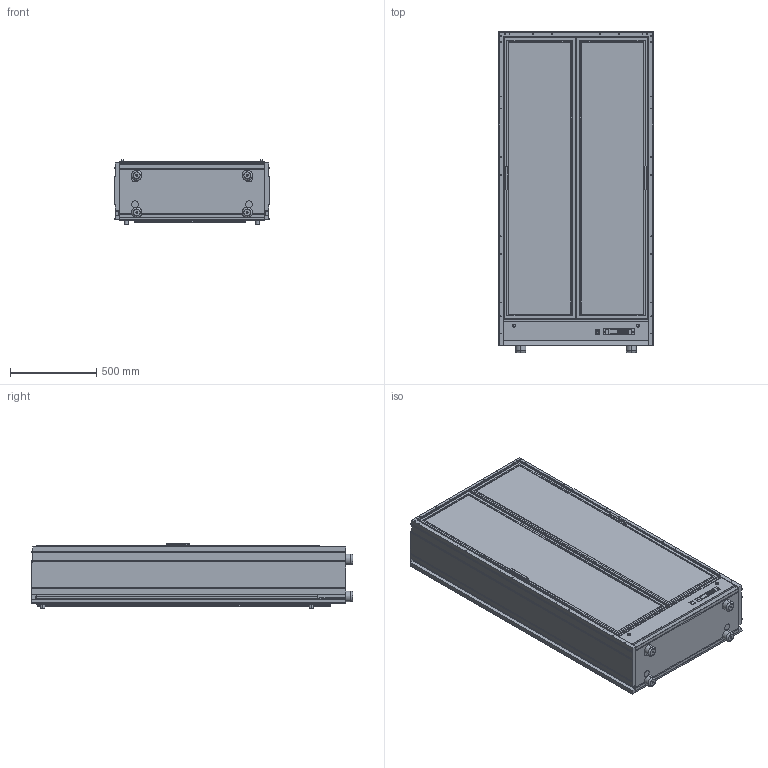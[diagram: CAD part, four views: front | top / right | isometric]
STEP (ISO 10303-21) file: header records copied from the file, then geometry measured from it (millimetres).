
FILE_DESCRIPTION (( 'STEP AP203' ), '1' );
FILE_NAME ('MD-H14___MP-H14.STEP', '2026-01-09T16:00:47', ( '' ), ( '' ), 'SwSTEP 2.0', 'SolidWorks 2021', '' );
FILE_SCHEMA (( 'CONFIG_CONTROL_DESIGN' ));
Length unit declared in the file: millimetre
Products named in the file (41): TELAIO ANTA BATTENTE MODULO A; FASCIA INFERIORE FRONTALE PARETE ALLUMINIO; PANNELLI CENTRALI MODULO A (H) MISTO - CON TONDINI; PIEDINO PLASTICA NERA D.  60 X 40 H; BOTTIGLIA ROSSO ETICHETTA; TOP INTERNO MODULI A (H); ASSIEME  INCLINATE H; BICCHIERE DEGUSTAZIONE; PIANO VETRO H GAST5RONOMIA-PIANI; STRUTTURA ACCOPPIAMENTO 5 BOT. VERTICALI; BOTTIGLIA SPUMANTE ETICHETTA; FASCIA INFERIORE POSTERIORE PARETE MURALE ALLUMINIO; ISOLAMENTO POSTERIORE mod A (H) + CONDENSATORE; INTERRUTTORE 0-1 (Z-CE-INTLB); ASSIEME 3 BICCHIERI DEGUSTAZIONE  IN FILA; BOTTIGLIA ROSSO VETRO; ASSIEME PANNELLI CENTRALI MODULO A (H) MISTO; STRUTTURA ALLUMINIO e POLIURETANO (H); ASSIEME LED MODULO A; BOTTIGLIA 3 LITRI CHAMPAGNE; LED MODULO A BASE; MD-H14___MP-H14; LED MODULO A CHIP; PANNELLI VENTOLE MODULO A (H); ASSIEME BOTTIGLIA con ETICHETTA; BASE ALLUMINIO ANODIZZATO (H); ASSIEME 4 BOTTIGLIE  ORIZZONTALI con ETICHETTE; BOTTIGLIA SPUMANTE TAPPO; TERMOREGOLATORE DIXELL XW 60 L X RENDERING ; ASSIEME BOTTIGLIA SPUMANTE con ETICHETTA; BOTTIGLIA SPUMANTE VETRO; DECANTER; PLEX INCLINATE ; MANIGLIA QUADRA A0A78128 - 135 X 12 X 20; TELAIO MOD. A PARTE PER RENDERING; ANTA mod A; ASSIEME VAR14 (H) INTERNO; ASSIEME MODULO A (H) ESTERNO; SPALLA INTERNA MODULO A (H); BOTTIGLIA ROSSO TAPPO ...
Assembly tree (62 placements, depth 6):
  MD-H14___MP-H14
    ASSIEME VAR14 (H) INTERNO
      BASE ALLUMINIO ANODIZZATO (H)
      SPALLA INTERNA MODULO A (H)  x2
      TOP INTERNO MODULI A (H)
      ASSIEME PANNELLI CENTRALI MODULO A (H) MISTO
        PANNELLI CENTRALI MODULO A (H) MISTO - CON TONDINI
        ASSIEME 4 BOTTIGLIE  ORIZZONTALI con ETICHETTE  x4
          STRUTTURA ACCOPPIAMENTO 5 BOT. VERTICALI
          ASSIEME BOTTIGLIA con ETICHETTA
            BOTTIGLIA ROSSO VETRO
            BOTTIGLIA ROSSO TAPPO
            BOTTIGLIA ROSSO ETICHETTA
        DECANTER
        ASSIEME 3 BICCHIERI DEGUSTAZIONE  IN FILA
          BICCHIERE DEGUSTAZIONE  x3
        PIANO VETRO H GAST5RONOMIA-PIANI  x3
        BOTTIGLIA 3 LITRI CHAMPAGNE
        BICCHIERE DEGUSTAZIONE  x2
        ASSIEME  INCLINATE H  x2
          PLEX INCLINATE 
          ASSIEME BOTTIGLIA SPUMANTE con ETICHETTA
            BOTTIGLIA SPUMANTE VETRO
            BOTTIGLIA SPUMANTE TAPPO
            BOTTIGLIA SPUMANTE ETICHETTA
      ASSIEME LED MODULO A  x2
        LED MODULO A BASE
        LED MODULO A CHIP
      PANNELLI VENTOLE MODULO A (H)
    ASSIEME MODULO A (H) ESTERNO
      STRUTTURA ALLUMINIO e POLIURETANO (H)
      PIEDINO PLASTICA NERA D.  60 X 40 H  x4
      TELAIO MOD. A PARTE PER RENDERING
      FASCIA INFERIORE FRONTALE PARETE ALLUMINIO
      FASCIA INFERIORE POSTERIORE PARETE MURALE ALLUMINIO
      ISOLAMENTO POSTERIORE mod A (H) + CONDENSATORE
      ANTA mod A  x2
        TELAIO ANTA BATTENTE MODULO A
        VETRO PORTA MOD. A PER RENDERING
        MANIGLIA QUADRA A0A78128 - 135 X 12 X 20
      TERMOREGOLATORE DIXELL XW 60 L X RENDERING 
      INTERRUTTORE 0-1 (Z-CE-INTLB)
Bounding box: 900 x 1860 x 376 mm (x, y, z)
Volume: 182196479.3 mm3; surface area: 25543545.7 mm2
Topology: 118 solids, 118 shells, 4825 faces, 12370 edges, 8068 vertices
Faces by surface type: plane 3194, cylinder 831, torus 392, bspline 316, cone 84, sphere 8
Entity records: 98765 total; most frequent: CARTESIAN_POINT 19405, ORIENTED_EDGE 15540, DIRECTION 14374, EDGE_CURVE 7770, VECTOR 6626, LINE 6626, VERTEX_POINT 5155, AXIS2_PLACEMENT_3D 3874
